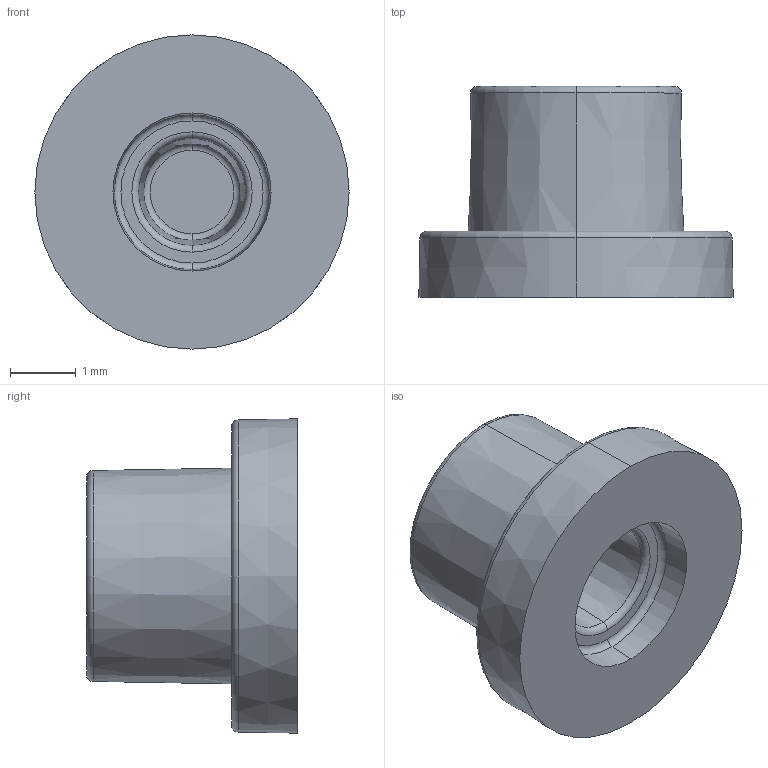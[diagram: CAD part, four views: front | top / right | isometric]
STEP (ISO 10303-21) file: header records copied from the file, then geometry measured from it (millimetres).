
FILE_DESCRIPTION (( 'STEP AP214' ), '1' );
FILE_NAME ('LEDBrickSpacer.STEP', '2017-04-04T20:28:22', ( 'Jason' ), ( '' ), 'SwSTEP 2.0', 'SolidWorks 2013', '' );
FILE_SCHEMA (( 'AUTOMOTIVE_DESIGN' ));
Length unit declared in the file: millimetre
Products named in the file (1): LEDBrickSpacer
Bounding box: 4.77 x 3.2 x 4.77 mm (x, y, z)
Volume: 30.4 mm3; surface area: 82.1 mm2
Topology: 1 solids, 1 shells, 23 faces, 44 edges, 26 vertices
Faces by surface type: torus 10, cone 8, plane 5
Entity records: 628 total; most frequent: DIRECTION 128, CARTESIAN_POINT 94, ORIENTED_EDGE 88, AXIS2_PLACEMENT_3D 60, EDGE_CURVE 44, CIRCLE 36, VERTEX_POINT 26, EDGE_LOOP 26
